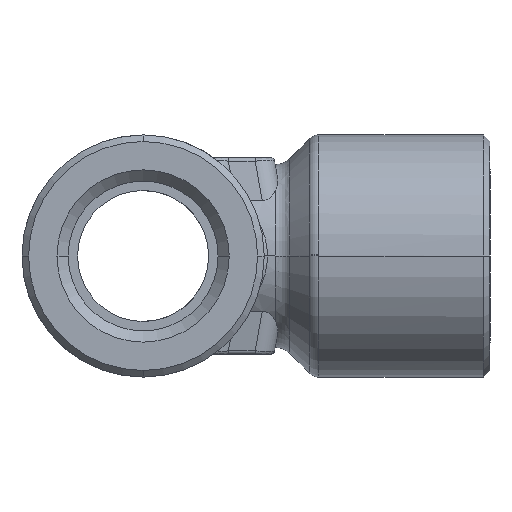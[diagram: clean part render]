
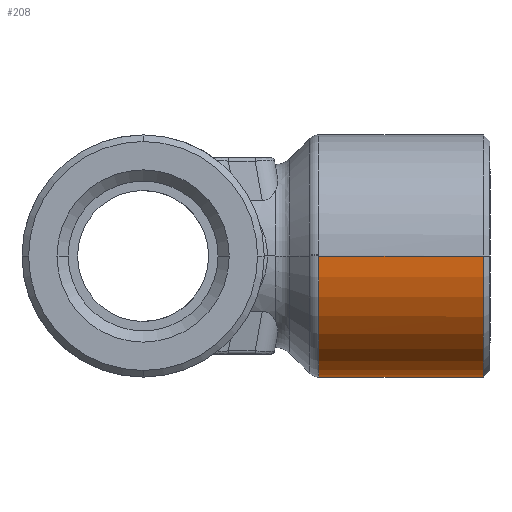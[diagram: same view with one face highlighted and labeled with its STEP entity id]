
A CAD part, left-side view. The second image highlights one B-rep face of the part: STEP entity #208.
In plain terms, the highlighted cylindrical face has radius 9.25 mm (diameter 18.5 mm), a partial arc.
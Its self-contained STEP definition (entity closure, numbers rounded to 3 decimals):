
#208=ADVANCED_FACE('',(#602),#603,.T.);
#602=FACE_OUTER_BOUND('',#2049,.T.);
#603=CYLINDRICAL_SURFACE('',#2050,9.25);
#2049=EDGE_LOOP('',(#3704,#3705,#3706,#3707,#3708,#3709));
#2050=AXIS2_PLACEMENT_3D('',#3710,#3711,#3712);
#3704=ORIENTED_EDGE('',*,*,#4612,.F.);
#3705=ORIENTED_EDGE('',*,*,#4611,.T.);
#3706=ORIENTED_EDGE('',*,*,#4231,.T.);
#3707=ORIENTED_EDGE('',*,*,#4613,.T.);
#3708=ORIENTED_EDGE('',*,*,#4614,.T.);
#3709=ORIENTED_EDGE('',*,*,#4227,.T.);
#3710=CARTESIAN_POINT('',(0.0,-30.45,0.0));
#3711=DIRECTION('',(0.0,-1.0,0.0));
#3712=DIRECTION('',(1.0,0.0,0.0));
#4227=EDGE_CURVE('',#4788,#4782,#4791,.T.);
#4231=EDGE_CURVE('',#4793,#4797,#4799,.T.);
#4611=EDGE_CURVE('',#4776,#4793,#5412,.T.);
#4612=EDGE_CURVE('',#4776,#4782,#5413,.T.);
#4613=EDGE_CURVE('',#4797,#5414,#5415,.T.);
#4614=EDGE_CURVE('',#5414,#4788,#5416,.T.);
#4776=VERTEX_POINT('',#5642);
#4782=VERTEX_POINT('',#5649);
#4788=VERTEX_POINT('',#5656);
#4791=CIRCLE('',#5660,9.25);
#4793=VERTEX_POINT('',#5662);
#4797=VERTEX_POINT('',#5666);
#4799=CIRCLE('',#5668,9.25);
#5412=CIRCLE('',#7150,9.25);
#5413=LINE('',#7151,#7152);
#5414=VERTEX_POINT('',#7153);
#5415=LINE('',#7154,#7155);
#5416=CIRCLE('',#7156,9.25);
#5642=CARTESIAN_POINT('',(-9.25,-13.414,0.0));
#5649=CARTESIAN_POINT('',(-9.25,-26.,0.0));
#5656=CARTESIAN_POINT('',(0.,-26.,-9.25));
#5660=AXIS2_PLACEMENT_3D('',#7538,#7539,#7540);
#5662=CARTESIAN_POINT('',(9.249,-13.414,-0.106));
#5666=CARTESIAN_POINT('',(9.25,-13.414,0.0));
#5668=AXIS2_PLACEMENT_3D('',#7550,#7551,#7552);
#7150=AXIS2_PLACEMENT_3D('',#8086,#8087,#8088);
#7151=CARTESIAN_POINT('',(-9.25,-13.414,0.));
#7152=VECTOR('',#8089,12.586);
#7153=CARTESIAN_POINT('',(9.25,-26.,0.0));
#7154=CARTESIAN_POINT('',(9.25,-13.414,0.));
#7155=VECTOR('',#8090,12.586);
#7156=AXIS2_PLACEMENT_3D('',#8091,#8092,#8093);
#7538=CARTESIAN_POINT('',(0.0,-26.,0.0));
#7539=DIRECTION('',(-0.0,1.0,0.0));
#7540=DIRECTION('',(1.0,0.0,0.0));
#7550=CARTESIAN_POINT('',(0.0,-13.414,0.0));
#7551=DIRECTION('',(0.0,-1.0,0.0));
#7552=DIRECTION('',(-1.0,0.0,0.0));
#8086=CARTESIAN_POINT('',(0.0,-13.414,0.0));
#8087=DIRECTION('',(0.0,-1.0,0.0));
#8088=DIRECTION('',(-1.0,0.0,0.0));
#8089=DIRECTION('',(0.,-1.,0.));
#8090=DIRECTION('',(0.,-1.,0.));
#8091=CARTESIAN_POINT('',(0.0,-26.,0.0));
#8092=DIRECTION('',(-0.0,1.0,0.0));
#8093=DIRECTION('',(1.0,0.0,0.0));
